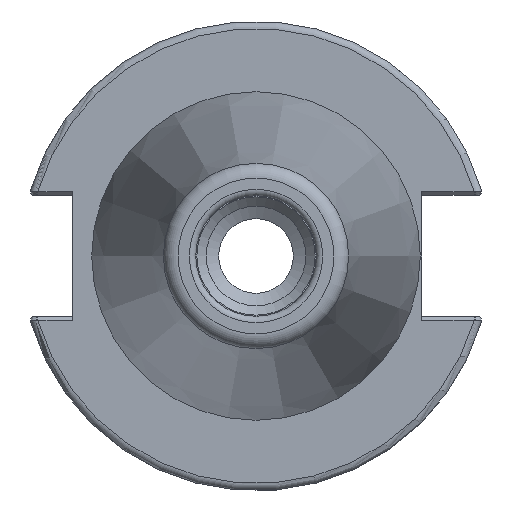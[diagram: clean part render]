
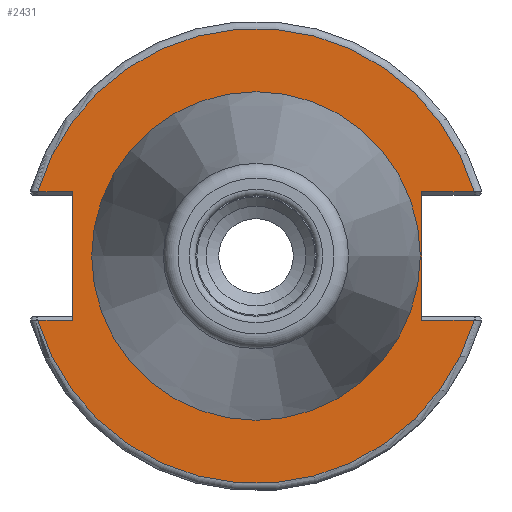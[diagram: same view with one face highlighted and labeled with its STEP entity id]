
A CAD part, left-side view. The second image highlights one B-rep face of the part: STEP entity #2431.
In plain terms, the highlighted planar face has unit normal (-1, 0, 0).
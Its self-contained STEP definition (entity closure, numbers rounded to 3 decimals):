
#19=FACE_BOUND('',#369,.T.);
#172=PLANE('',#2595);
#231=FACE_OUTER_BOUND('',#368,.T.);
#368=EDGE_LOOP('',(#1656,#1657,#1658,#1659,#1660,#1661,#1662,#1663));
#369=EDGE_LOOP('',(#1664,#1665));
#521=LINE('',#3737,#653);
#523=LINE('',#3805,#655);
#524=LINE('',#3807,#656);
#525=LINE('',#3811,#657);
#526=LINE('',#3813,#658);
#527=LINE('',#3814,#659);
#653=VECTOR('',#2908,10.);
#655=VECTOR('',#2926,10.);
#656=VECTOR('',#2927,10.);
#657=VECTOR('',#2930,10.);
#658=VECTOR('',#2931,10.);
#659=VECTOR('',#2932,10.);
#783=CIRCLE('',#2594,30.775);
#784=CIRCLE('',#2596,30.775);
#785=CIRCLE('',#2597,22.225);
#786=CIRCLE('',#2598,22.225);
#969=VERTEX_POINT('',#3730);
#972=VERTEX_POINT('',#3735);
#978=VERTEX_POINT('',#3783);
#980=VERTEX_POINT('',#3804);
#981=VERTEX_POINT('',#3806);
#982=VERTEX_POINT('',#3808);
#983=VERTEX_POINT('',#3810);
#984=VERTEX_POINT('',#3812);
#985=VERTEX_POINT('',#3815);
#986=VERTEX_POINT('',#3816);
#1243=EDGE_CURVE('',#972,#969,#521,.T.);
#1253=EDGE_CURVE('',#969,#978,#783,.T.);
#1256=EDGE_CURVE('',#972,#980,#523,.T.);
#1257=EDGE_CURVE('',#981,#980,#524,.T.);
#1258=EDGE_CURVE('',#982,#981,#784,.T.);
#1259=EDGE_CURVE('',#983,#982,#525,.T.);
#1260=EDGE_CURVE('',#983,#984,#526,.T.);
#1261=EDGE_CURVE('',#978,#984,#527,.T.);
#1262=EDGE_CURVE('',#985,#986,#785,.T.);
#1263=EDGE_CURVE('',#986,#985,#786,.T.);
#1656=ORIENTED_EDGE('',*,*,#1243,.F.);
#1657=ORIENTED_EDGE('',*,*,#1256,.T.);
#1658=ORIENTED_EDGE('',*,*,#1257,.F.);
#1659=ORIENTED_EDGE('',*,*,#1258,.F.);
#1660=ORIENTED_EDGE('',*,*,#1259,.F.);
#1661=ORIENTED_EDGE('',*,*,#1260,.T.);
#1662=ORIENTED_EDGE('',*,*,#1261,.F.);
#1663=ORIENTED_EDGE('',*,*,#1253,.F.);
#1664=ORIENTED_EDGE('',*,*,#1262,.T.);
#1665=ORIENTED_EDGE('',*,*,#1263,.T.);
#2431=ADVANCED_FACE('',(#231,#19),#172,.T.);
#2594=AXIS2_PLACEMENT_3D('',#3784,#2922,#2923);
#2595=AXIS2_PLACEMENT_3D('',#3803,#2924,#2925);
#2596=AXIS2_PLACEMENT_3D('',#3809,#2928,#2929);
#2597=AXIS2_PLACEMENT_3D('',#3817,#2933,#2934);
#2598=AXIS2_PLACEMENT_3D('',#3818,#2935,#2936);
#2908=DIRECTION('',(0.,-1.,0.));
#2922=DIRECTION('center_axis',(1.,0.,0.));
#2923=DIRECTION('ref_axis',(0.,0.,-1.));
#2924=DIRECTION('center_axis',(-1.,0.,0.));
#2925=DIRECTION('ref_axis',(0.,0.,1.));
#2926=DIRECTION('',(0.,0.,1.));
#2927=DIRECTION('',(0.,1.,0.));
#2928=DIRECTION('center_axis',(1.,0.,0.));
#2929=DIRECTION('ref_axis',(0.,0.,-1.));
#2930=DIRECTION('',(0.,1.,0.));
#2931=DIRECTION('',(0.,0.,-1.));
#2932=DIRECTION('',(0.,-1.,0.));
#2933=DIRECTION('center_axis',(1.,0.,0.));
#2934=DIRECTION('ref_axis',(0.,0.,-1.));
#2935=DIRECTION('center_axis',(1.,0.,0.));
#2936=DIRECTION('ref_axis',(0.,0.,-1.));
#3730=CARTESIAN_POINT('',(3.175,-29.523,-8.69));
#3735=CARTESIAN_POINT('',(3.175,-22.41,-8.69));
#3737=CARTESIAN_POINT('',(3.175,-4.878,-8.69));
#3783=CARTESIAN_POINT('',(3.175,29.523,-8.69));
#3784=CARTESIAN_POINT('Origin',(3.175,0.,
0.));
#3803=CARTESIAN_POINT('Origin',(3.175,30.775,0.));
#3804=CARTESIAN_POINT('',(3.175,-22.41,8.69));
#3805=CARTESIAN_POINT('',(3.175,-22.41,-4.095));
#3806=CARTESIAN_POINT('',(3.175,-29.523,8.69));
#3807=CARTESIAN_POINT('',(3.175,4.182,8.69));
#3808=CARTESIAN_POINT('',(3.175,29.523,8.69));
#3809=CARTESIAN_POINT('Origin',(3.175,0.,
0.));
#3810=CARTESIAN_POINT('',(3.175,24.8,8.69));
#3811=CARTESIAN_POINT('',(3.175,32.958,8.69));
#3812=CARTESIAN_POINT('',(3.175,24.8,-8.69));
#3813=CARTESIAN_POINT('',(3.175,24.8,4.095));
#3814=CARTESIAN_POINT('',(3.175,27.788,-8.69));
#3815=CARTESIAN_POINT('',(3.175,22.225,0.));
#3816=CARTESIAN_POINT('',(3.175,-22.225,0.));
#3817=CARTESIAN_POINT('Origin',(3.175,0.,
0.));
#3818=CARTESIAN_POINT('Origin',(3.175,0.,
0.));
